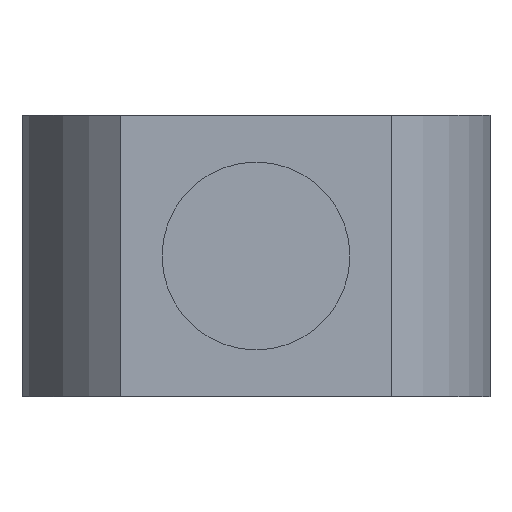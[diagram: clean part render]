
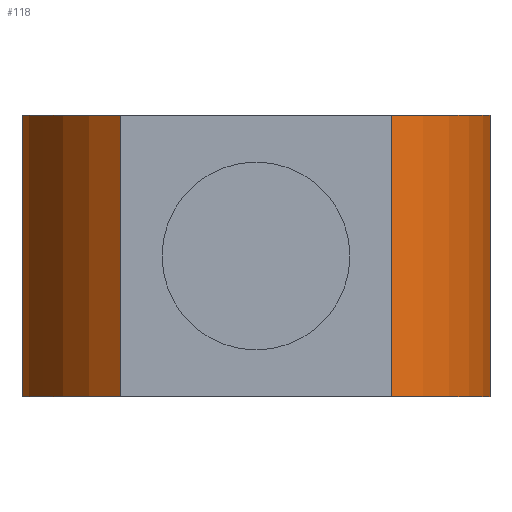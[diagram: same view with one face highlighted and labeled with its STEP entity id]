
A CAD part, left-side view. The second image highlights one B-rep face of the part: STEP entity #118.
In plain terms, the highlighted cylindrical face has radius 25 mm (diameter 50 mm), a partial arc.
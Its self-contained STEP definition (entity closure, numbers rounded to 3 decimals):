
#5 = CARTESIAN_POINT ( 'NONE',  ( -20.418, 14.426, 30. ) ) ;
#11 = CARTESIAN_POINT ( 'NONE',  ( -20.418, -14.426, 0. ) ) ;
#12 = EDGE_CURVE ( 'NONE', #178, #139, #229, .T. ) ;
#17 = ORIENTED_EDGE ( 'NONE', *, *, #86, .F. ) ;
#26 = CARTESIAN_POINT ( 'NONE',  ( -20.418, -14.426, 30. ) ) ;
#34 = CIRCLE ( 'NONE', #192, 25. ) ;
#37 = ORIENTED_EDGE ( 'NONE', *, *, #193, .F. ) ;
#39 = ORIENTED_EDGE ( 'NONE', *, *, #73, .T. ) ;
#44 = DIRECTION ( 'NONE',  ( 0., 0., -1. ) ) ;
#47 = CARTESIAN_POINT ( 'NONE',  ( 0., 0., 30. ) ) ;
#67 = VECTOR ( 'NONE', #274, 1000. ) ;
#68 = EDGE_LOOP ( 'NONE', ( #39, #37, #17, #155 ) ) ;
#73 = EDGE_CURVE ( 'NONE', #139, #239, #110, .T. ) ;
#74 = FACE_OUTER_BOUND ( 'NONE', #68, .T. ) ;
#82 = CARTESIAN_POINT ( 'NONE',  ( -20.418, 14.426, 0. ) ) ;
#86 = EDGE_CURVE ( 'NONE', #178, #159, #34, .T. ) ;
#97 = CARTESIAN_POINT ( 'NONE',  ( -20.418, -14.426, 30. ) ) ;
#110 = CIRCLE ( 'NONE', #214, 25. ) ;
#118 = ADVANCED_FACE ( 'NONE', ( #74 ), #203, .T. ) ;
#139 = VERTEX_POINT ( 'NONE', #11 ) ;
#145 = DIRECTION ( 'NONE',  ( -1., 0., 0. ) ) ;
#154 = DIRECTION ( 'NONE',  ( 0., 0., -1. ) ) ;
#155 = ORIENTED_EDGE ( 'NONE', *, *, #12, .T. ) ;
#159 = VERTEX_POINT ( 'NONE', #5 ) ;
#178 = VERTEX_POINT ( 'NONE', #26 ) ;
#184 = CARTESIAN_POINT ( 'NONE',  ( 0., 0., 0. ) ) ;
#187 = CARTESIAN_POINT ( 'NONE',  ( -20.418, 14.426, 30. ) ) ;
#189 = VECTOR ( 'NONE', #154, 1000. ) ;
#192 = AXIS2_PLACEMENT_3D ( 'NONE', #47, #275, #225 ) ;
#193 = EDGE_CURVE ( 'NONE', #159, #239, #279, .T. ) ;
#202 = AXIS2_PLACEMENT_3D ( 'NONE', #251, #44, #145 ) ;
#203 = CYLINDRICAL_SURFACE ( 'NONE', #202, 25. ) ;
#214 = AXIS2_PLACEMENT_3D ( 'NONE', #184, #253, #249 ) ;
#225 = DIRECTION ( 'NONE',  ( 1., 0., 0. ) ) ;
#229 = LINE ( 'NONE', #97, #67 ) ;
#239 = VERTEX_POINT ( 'NONE', #82 ) ;
#249 = DIRECTION ( 'NONE',  ( 1., 0., 0. ) ) ;
#251 = CARTESIAN_POINT ( 'NONE',  ( 0., 0., 30. ) ) ;
#253 = DIRECTION ( 'NONE',  ( 0., 0., 1. ) ) ;
#274 = DIRECTION ( 'NONE',  ( 0., 0., -1. ) ) ;
#275 = DIRECTION ( 'NONE',  ( 0., 0., 1. ) ) ;
#279 = LINE ( 'NONE', #187, #189 ) ;
